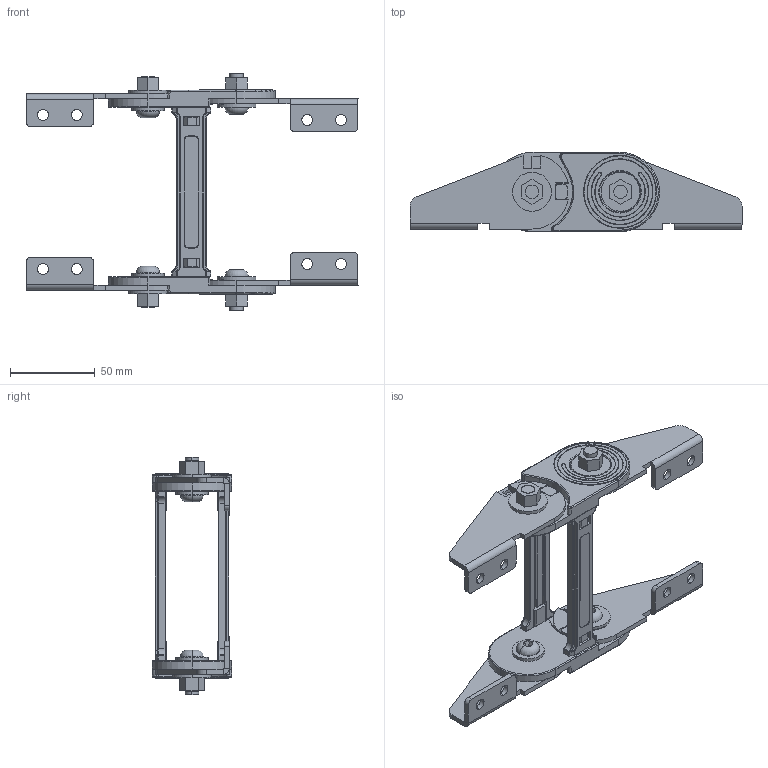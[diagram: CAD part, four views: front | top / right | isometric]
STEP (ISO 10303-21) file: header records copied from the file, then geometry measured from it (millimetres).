
FILE_DESCRIPTION (( 'STEP AP214' ), '1' );
FILE_NAME ('CK30-A100-METAL AYAK.STEP', '2019-09-16T09:40:27', ( '' ), ( '' ), 'SwSTEP 2.0', 'SolidWorks 2017', '' );
FILE_SCHEMA (( 'AUTOMOTIVE_DESIGN' ));
Length unit declared in the file: millimetre
Products named in the file (1): CK30-A100-METAL AYAK
Bounding box: 196.17 x 46.7 x 140.07 mm (x, y, z)
Volume: 106351.1 mm3; surface area: 84066.2 mm2
Topology: 24 solids, 24 shells, 1364 faces, 3400 edges, 2136 vertices
Faces by surface type: plane 614, cylinder 444, bspline 186, torus 76, sphere 24, cone 20
Entity records: 52281 total; most frequent: CARTESIAN_POINT 20659, ORIENTED_EDGE 6760, DIRECTION 6090, EDGE_CURVE 3380, VERTEX_POINT 2136, AXIS2_PLACEMENT_3D 2099, LINE 1892, VECTOR 1892
